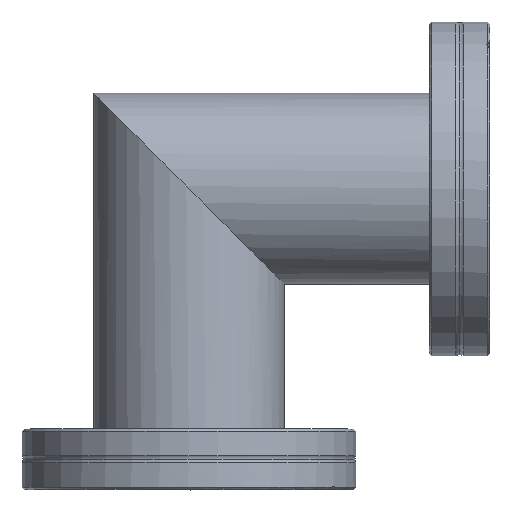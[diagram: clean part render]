
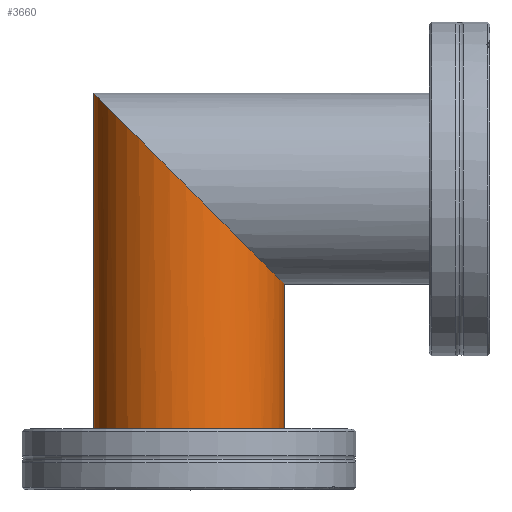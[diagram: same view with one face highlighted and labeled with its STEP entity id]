
A CAD part, top view. The second image highlights one B-rep face of the part: STEP entity #3660.
In plain terms, the highlighted cylindrical face has radius 20 mm (diameter 40 mm), a partial arc.
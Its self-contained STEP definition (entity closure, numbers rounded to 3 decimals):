
#114 = ORIENTED_EDGE ( 'NONE', *, *, #2287, .T. ) ;
#131 = DIRECTION ( 'NONE',  ( 0., -1., 0. ) ) ;
#193 = CARTESIAN_POINT ( 'NONE',  ( 0., 85., 0. ) ) ;
#236 = CIRCLE ( 'NONE', #1774, 20. ) ;
#257 = VERTEX_POINT ( 'NONE', #1028 ) ;
#330 = AXIS2_PLACEMENT_3D ( 'NONE', #193, #131, #4261 ) ;
#773 = CARTESIAN_POINT ( 'NONE',  ( 20., 85., 0. ) ) ;
#785 = DIRECTION ( 'NONE',  ( 0., -1., 0. ) ) ;
#1028 = CARTESIAN_POINT ( 'NONE',  ( -20., 78.2, 0. ) ) ;
#1692 = ORIENTED_EDGE ( 'NONE', *, *, #2038, .T. ) ;
#1774 = AXIS2_PLACEMENT_3D ( 'NONE', #3853, #3856, #3864 ) ;
#1933 = EDGE_CURVE ( 'NONE', #2200, #2826, #236, .T. ) ;
#1982 = ORIENTED_EDGE ( 'NONE', *, *, #2119, .F. ) ;
#2027 = VECTOR ( 'NONE', #2527, 1000. ) ;
#2029 = FACE_OUTER_BOUND ( 'NONE', #2533, .T. ) ;
#2037 = LINE ( 'NONE', #3624, #2027 ) ;
#2038 = EDGE_CURVE ( 'NONE', #2975, #257, #3507, .T. ) ;
#2119 = EDGE_CURVE ( 'NONE', #2975, #2200, #4384, .T. ) ;
#2200 = VERTEX_POINT ( 'NONE', #3541 ) ;
#2287 = EDGE_CURVE ( 'NONE', #257, #2826, #2037, .T. ) ;
#2363 = CARTESIAN_POINT ( 'NONE',  ( 20., 38.2, 0. ) ) ;
#2527 = DIRECTION ( 'NONE',  ( 0., -1., 0. ) ) ;
#2533 = EDGE_LOOP ( 'NONE', ( #1692, #114, #3457, #1982 ) ) ;
#2740 = CARTESIAN_POINT ( 'NONE',  ( 20., 38.2, 0. ) ) ;
#2747 = CARTESIAN_POINT ( 'NONE',  ( -20., 0., 0. ) ) ;
#2826 = VERTEX_POINT ( 'NONE', #2747 ) ;
#2975 = VERTEX_POINT ( 'NONE', #2363 ) ;
#3374 = CARTESIAN_POINT ( 'NONE',  ( -20., 78.2, 0. ) ) ;
#3377 = CYLINDRICAL_SURFACE ( 'NONE', #330, 20. ) ;
#3457 = ORIENTED_EDGE ( 'NONE', *, *, #1933, .F. ) ;
#3507 =( BOUNDED_CURVE ( )  B_SPLINE_CURVE ( 3, ( #2740, #4417, #3712, #3374 ),
 .UNSPECIFIED., .F., .T. ) 
 B_SPLINE_CURVE_WITH_KNOTS ( ( 4, 4 ),
 ( 0., 3.142 ),
 .UNSPECIFIED. ) 
 CURVE ( )  GEOMETRIC_REPRESENTATION_ITEM ( )  RATIONAL_B_SPLINE_CURVE ( ( 1., 0.333, 0.333, 1. ) ) 
 REPRESENTATION_ITEM ( '' )  );
#3541 = CARTESIAN_POINT ( 'NONE',  ( 20., 0., 0. ) ) ;
#3624 = CARTESIAN_POINT ( 'NONE',  ( -20., 85., 0. ) ) ;
#3660 = ADVANCED_FACE ( 'NONE', ( #2029 ), #3377, .T. ) ;
#3712 = CARTESIAN_POINT ( 'NONE',  ( -20., 78.2, 40. ) ) ;
#3832 = VECTOR ( 'NONE', #785, 1000. ) ;
#3853 = CARTESIAN_POINT ( 'NONE',  ( 0., 0., 0. ) ) ;
#3856 = DIRECTION ( 'NONE',  ( 0., -1., 0. ) ) ;
#3864 = DIRECTION ( 'NONE',  ( 1., 0., 0. ) ) ;
#4261 = DIRECTION ( 'NONE',  ( 1., 0., 0. ) ) ;
#4384 = LINE ( 'NONE', #773, #3832 ) ;
#4417 = CARTESIAN_POINT ( 'NONE',  ( 20., 38.2, 40. ) ) ;
